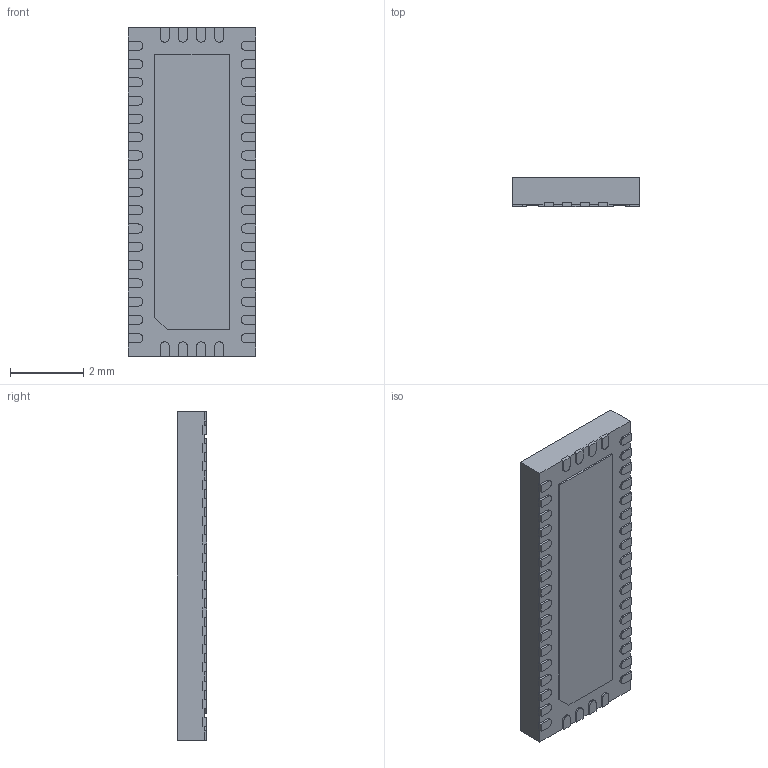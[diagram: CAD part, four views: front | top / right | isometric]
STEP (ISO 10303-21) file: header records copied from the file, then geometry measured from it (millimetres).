
FILE_DESCRIPTION (( 'STEP AP214' ), '1' );
FILE_NAME ('RUA42.STEP', '2020-08-07T16:35:24', ( '' ), ( '' ), 'SwSTEP 2.0', 'SolidWorks 2017', '' );
FILE_SCHEMA (( 'AUTOMOTIVE_DESIGN' ));
Length unit declared in the file: millimetre
Products named in the file (1): RUA42
Bounding box: 3.5 x 0.8 x 9 mm (x, y, z)
Volume: 24.6 mm3; surface area: 130.2 mm2
Topology: 45 solids, 45 shells, 454 faces, 1086 edges, 724 vertices
Faces by surface type: plane 358, cylinder 96
Entity records: 15593 total; most frequent: CARTESIAN_POINT 2265, DIRECTION 2188, ORIENTED_EDGE 2172, EDGE_CURVE 1086, VECTOR 894, LINE 894, VERTEX_POINT 724, AXIS2_PLACEMENT_3D 647
